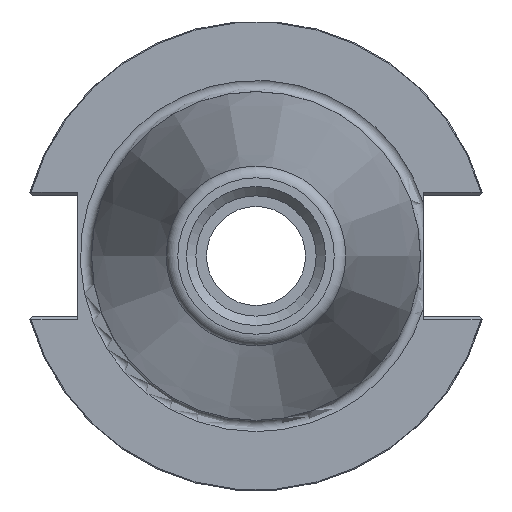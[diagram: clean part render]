
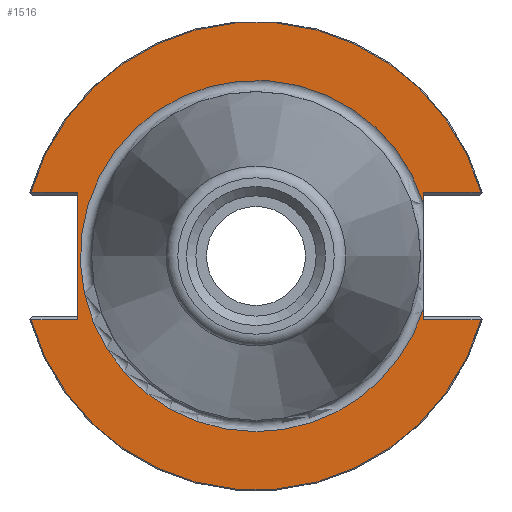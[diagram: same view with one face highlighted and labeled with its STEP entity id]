
A CAD part, left-side view. The second image highlights one B-rep face of the part: STEP entity #1516.
In plain terms, the highlighted planar face has unit normal (-1, 0, 0).
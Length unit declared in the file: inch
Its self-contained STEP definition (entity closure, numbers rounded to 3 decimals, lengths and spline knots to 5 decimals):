
#105=PLANE('',#1642);
#165=FACE_OUTER_BOUND('',#254,.T.);
#254=EDGE_LOOP('',(#1075,#1076,#1077,#1078,#1079,#1080,#1081,#1082,#1083,
#1084,#1085));
#344=LINE('',#2212,#456);
#345=LINE('',#2234,#457);
#352=LINE('',#2286,#464);
#354=LINE('',#2290,#466);
#355=LINE('',#2292,#467);
#356=LINE('',#2294,#468);
#357=LINE('',#2297,#469);
#456=VECTOR('',#1834,0.0526);
#457=VECTOR('',#1835,0.0526);
#464=VECTOR('',#1854,0.30821);
#466=VECTOR('',#1858,0.24821);
#467=VECTOR('',#1859,0.67625);
#468=VECTOR('',#1860,0.24821);
#469=VECTOR('',#1863,0.30821);
#571=CIRCLE('',#1637,1.245);
#573=CIRCLE('',#1643,1.245);
#574=CIRCLE('',#1644,0.93468);
#575=CIRCLE('',#1645,0.93468);
#637=VERTEX_POINT('',#2209);
#638=VERTEX_POINT('',#2211);
#639=VERTEX_POINT('',#2213);
#640=VERTEX_POINT('',#2233);
#644=VERTEX_POINT('',#2242);
#645=VERTEX_POINT('',#2251);
#652=VERTEX_POINT('',#2289);
#653=VERTEX_POINT('',#2291);
#654=VERTEX_POINT('',#2293);
#655=VERTEX_POINT('',#2295);
#656=VERTEX_POINT('',#2298);
#795=EDGE_CURVE('',#638,#637,#344,.T.);
#797=EDGE_CURVE('',#640,#639,#345,.T.);
#802=EDGE_CURVE('',#644,#645,#571,.T.);
#811=EDGE_CURVE('',#637,#645,#352,.T.);
#813=EDGE_CURVE('',#652,#644,#354,.T.);
#814=EDGE_CURVE('',#653,#652,#355,.T.);
#815=EDGE_CURVE('',#654,#653,#356,.T.);
#816=EDGE_CURVE('',#655,#654,#573,.T.);
#817=EDGE_CURVE('',#655,#640,#357,.T.);
#818=EDGE_CURVE('',#639,#656,#574,.T.);
#819=EDGE_CURVE('',#656,#638,#575,.T.);
#1075=ORIENTED_EDGE('',*,*,#802,.F.);
#1076=ORIENTED_EDGE('',*,*,#813,.F.);
#1077=ORIENTED_EDGE('',*,*,#814,.F.);
#1078=ORIENTED_EDGE('',*,*,#815,.F.);
#1079=ORIENTED_EDGE('',*,*,#816,.F.);
#1080=ORIENTED_EDGE('',*,*,#817,.T.);
#1081=ORIENTED_EDGE('',*,*,#797,.T.);
#1082=ORIENTED_EDGE('',*,*,#818,.T.);
#1083=ORIENTED_EDGE('',*,*,#819,.T.);
#1084=ORIENTED_EDGE('',*,*,#795,.T.);
#1085=ORIENTED_EDGE('',*,*,#811,.T.);
#1516=ADVANCED_FACE('',(#165),#105,.T.);
#1637=AXIS2_PLACEMENT_3D('',#2252,#1841,#1842);
#1642=AXIS2_PLACEMENT_3D('',#2288,#1856,#1857);
#1643=AXIS2_PLACEMENT_3D('',#2296,#1861,#1862);
#1644=AXIS2_PLACEMENT_3D('',#2299,#1864,#1865);
#1645=AXIS2_PLACEMENT_3D('',#2300,#1866,#1867);
#1834=DIRECTION('',(0.,0.,1.));
#1835=DIRECTION('',(0.,0.,1.));
#1841=DIRECTION('center_axis',(1.,0.,0.));
#1842=DIRECTION('ref_axis',(0.,0.,
1.));
#1854=DIRECTION('',(0.,-1.,0.));
#1856=DIRECTION('center_axis',(-1.,0.,0.));
#1857=DIRECTION('ref_axis',(0.,0.,1.));
#1858=DIRECTION('',(0.,1.,0.));
#1859=DIRECTION('',(0.,0.,1.));
#1860=DIRECTION('',(0.,-1.,0.));
#1861=DIRECTION('center_axis',(1.,0.,0.));
#1862=DIRECTION('ref_axis',(0.,0.,
-1.));
#1863=DIRECTION('',(0.,1.,0.));
#1864=DIRECTION('center_axis',(1.,0.,0.));
#1865=DIRECTION('ref_axis',(0.,0.,1.));
#1866=DIRECTION('center_axis',(1.,0.,0.));
#1867=DIRECTION('ref_axis',(0.,0.,1.));
#2209=CARTESIAN_POINT('',(0.03937,-0.89,0.33813));
#2211=CARTESIAN_POINT('',(0.03937,-0.89,0.28553));
#2212=CARTESIAN_POINT('',(0.03937,-0.89,0.));
#2213=CARTESIAN_POINT('',(0.03937,-0.89,-0.28553));
#2233=CARTESIAN_POINT('',(0.03937,-0.89,-0.33813));
#2234=CARTESIAN_POINT('',(0.03937,-0.89,0.));
#2242=CARTESIAN_POINT('',(0.03937,1.19821,0.33813));
#2251=CARTESIAN_POINT('',(0.03937,-1.19821,0.33813));
#2252=CARTESIAN_POINT('Origin',(0.03937,0.,
0.));
#2286=CARTESIAN_POINT('',(0.03937,-0.9025,0.33813));
#2288=CARTESIAN_POINT('Origin',(0.03937,-0.875,0.));
#2289=CARTESIAN_POINT('',(0.03937,0.95,0.33813));
#2290=CARTESIAN_POINT('',(0.03937,0.0275,0.33813));
#2291=CARTESIAN_POINT('',(0.03937,0.95,-0.33812));
#2292=CARTESIAN_POINT('',(0.03937,0.95,-0.33812));
#2293=CARTESIAN_POINT('',(0.03937,1.19821,-0.33813));
#2294=CARTESIAN_POINT('',(0.03937,0.2775,-0.33813));
#2295=CARTESIAN_POINT('',(0.03937,-1.19821,-0.33813));
#2296=CARTESIAN_POINT('Origin',(0.03937,0.,
0.));
#2297=CARTESIAN_POINT('',(0.03937,-0.9025,-0.33813));
#2298=CARTESIAN_POINT('',(0.03937,0.,-0.93468));
#2299=CARTESIAN_POINT('Origin',(0.03937,0.,
0.));
#2300=CARTESIAN_POINT('Origin',(0.03937,0.,
0.));
